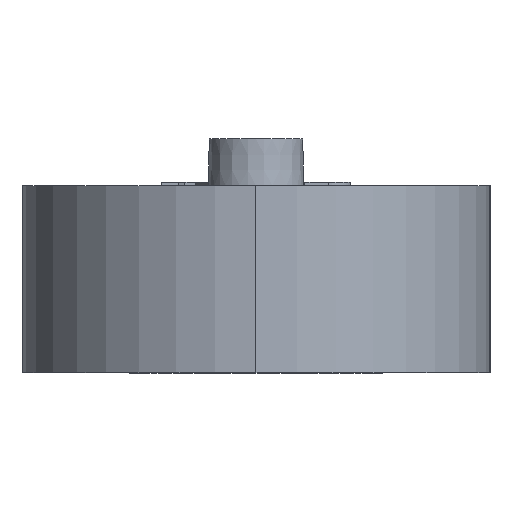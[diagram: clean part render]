
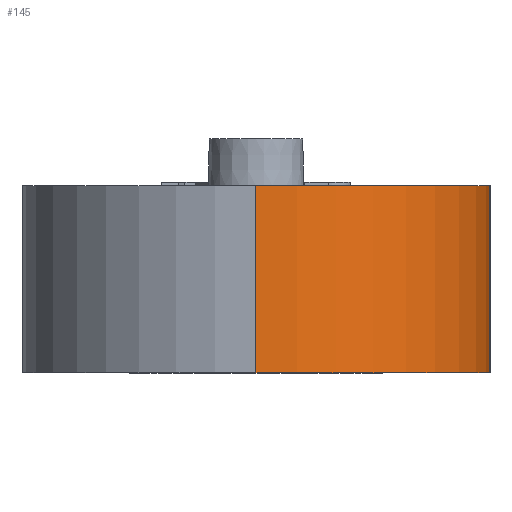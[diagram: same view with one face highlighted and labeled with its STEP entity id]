
A CAD part, left-side view. The second image highlights one B-rep face of the part: STEP entity #145.
In plain terms, the highlighted cylindrical face has radius 12.5 mm (diameter 25 mm), a partial arc.
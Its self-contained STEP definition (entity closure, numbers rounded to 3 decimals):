
#145 = ADVANCED_FACE( '', ( #577 ), #578, .T. );
#577 = FACE_OUTER_BOUND( '', #1343, .T. );
#578 = CYLINDRICAL_SURFACE( '', #1344, 12.5 );
#1343 = EDGE_LOOP( '', ( #2548, #2549, #2550, #2551 ) );
#1344 = AXIS2_PLACEMENT_3D( '', #2552, #2553, #2554 );
#2548 = ORIENTED_EDGE( '', *, *, #4806, .T. );
#2549 = ORIENTED_EDGE( '', *, *, #5121, .F. );
#2550 = ORIENTED_EDGE( '', *, *, #5122, .F. );
#2551 = ORIENTED_EDGE( '', *, *, #5119, .T. );
#2552 = CARTESIAN_POINT( '', ( -39.5, 0., 0. ) );
#2553 = DIRECTION( '', ( 0., 0., -1. ) );
#2554 = DIRECTION( '', ( -1., 0., 0. ) );
#4806 = EDGE_CURVE( '', #5709, #5707, #5710, .T. );
#5119 = EDGE_CURVE( '', #6293, #5709, #6294, .T. );
#5121 = EDGE_CURVE( '', #6296, #5707, #6297, .T. );
#5122 = EDGE_CURVE( '', #6293, #6296, #6298, .T. );
#5707 = VERTEX_POINT( '', #7203 );
#5709 = VERTEX_POINT( '', #7205 );
#5710 = CIRCLE( '', #7206, 12.5 );
#6293 = VERTEX_POINT( '', #8064 );
#6294 = LINE( '', #8065, #8066 );
#6296 = VERTEX_POINT( '', #8069 );
#6297 = LINE( '', #8070, #8071 );
#6298 = CIRCLE( '', #8072, 12.5 );
#7203 = CARTESIAN_POINT( '', ( -52., 0., 10. ) );
#7205 = CARTESIAN_POINT( '', ( -39.5, -12.5, 10. ) );
#7206 = AXIS2_PLACEMENT_3D( '', #9474, #9475, #9476 );
#8064 = CARTESIAN_POINT( '', ( -39.5, -12.5, 0. ) );
#8065 = CARTESIAN_POINT( '', ( -39.5, -12.5, 0. ) );
#8066 = VECTOR( '', #9863, 1000. );
#8069 = CARTESIAN_POINT( '', ( -52., 0., 0. ) );
#8070 = CARTESIAN_POINT( '', ( -52., 0., 0. ) );
#8071 = VECTOR( '', #9865, 1000. );
#8072 = AXIS2_PLACEMENT_3D( '', #9866, #9867, #9868 );
#9474 = CARTESIAN_POINT( '', ( -39.5, 0., 10. ) );
#9475 = DIRECTION( '', ( 0., 0., -1. ) );
#9476 = DIRECTION( '', ( 0., 1., 0. ) );
#9863 = DIRECTION( '', ( 0., 0., 1. ) );
#9865 = DIRECTION( '', ( 0., 0., 1. ) );
#9866 = CARTESIAN_POINT( '', ( -39.5, 0., 0. ) );
#9867 = DIRECTION( '', ( 0., 0., -1. ) );
#9868 = DIRECTION( '', ( 0., 1., 0. ) );
